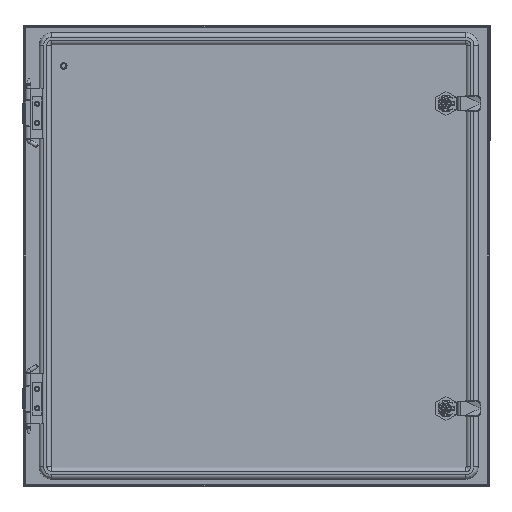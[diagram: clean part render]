
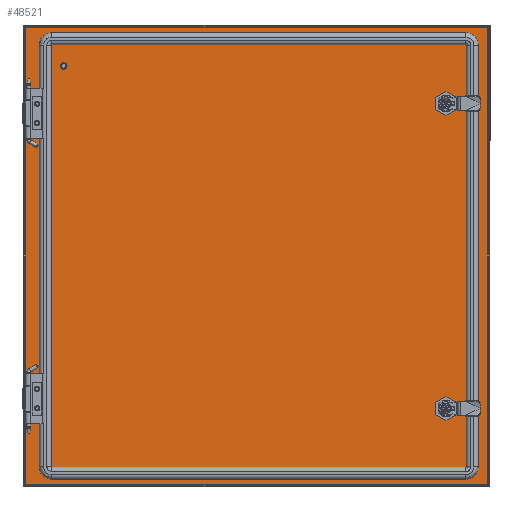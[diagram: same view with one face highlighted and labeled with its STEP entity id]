
A CAD part, front view. The second image highlights one B-rep face of the part: STEP entity #48521.
In plain terms, the highlighted planar face has unit normal (0, -1, 0).
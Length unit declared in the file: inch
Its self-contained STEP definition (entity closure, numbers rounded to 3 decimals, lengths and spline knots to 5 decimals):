
#3881 = DIRECTION ( 'NONE',  ( 0., 0., 1. ) ) ;
#4085 = CARTESIAN_POINT ( 'NONE',  ( 0., 0.75, 0. ) ) ;
#5385 = CARTESIAN_POINT ( 'NONE',  ( -11.81939, 0.75, 11.67889 ) ) ;
#6417 = VERTEX_POINT ( 'NONE', #28180 ) ;
#8043 = DIRECTION ( 'NONE',  ( 0., 0., -1. ) ) ;
#8821 = DIRECTION ( 'NONE',  ( 0., -1., 0. ) ) ;
#9507 = VECTOR ( 'NONE', #41991, 39.37008 ) ;
#10610 = VECTOR ( 'NONE', #32645, 39.37008 ) ;
#11593 = VERTEX_POINT ( 'NONE', #27085 ) ;
#12590 = LINE ( 'NONE', #29414, #40853 ) ;
#12891 = EDGE_CURVE ( 'NONE', #6417, #11593, #12590, .T. ) ;
#13836 = VERTEX_POINT ( 'NONE', #36076 ) ;
#14948 = EDGE_LOOP ( 'NONE', ( #44375, #32553, #26442, #28253 ) ) ;
#24679 = DIRECTION ( 'NONE',  ( 1., 0., 0. ) ) ;
#25518 = VECTOR ( 'NONE', #3881, 39.37008 ) ;
#26442 = ORIENTED_EDGE ( 'NONE', *, *, #31485, .T. ) ;
#27085 = CARTESIAN_POINT ( 'NONE',  ( 11.8194, 0.75, -11.67889 ) ) ;
#28180 = CARTESIAN_POINT ( 'NONE',  ( -11.81939, 0.75, -11.67889 ) ) ;
#28253 = ORIENTED_EDGE ( 'NONE', *, *, #34284, .T. ) ;
#28447 = AXIS2_PLACEMENT_3D ( 'NONE', #4085, #8821, #8043 ) ;
#29414 = CARTESIAN_POINT ( 'NONE',  ( 0., 0.75, -11.67889 ) ) ;
#31142 = EDGE_CURVE ( 'NONE', #39541, #6417, #41737, .T. ) ;
#31485 = EDGE_CURVE ( 'NONE', #11593, #13836, #48142, .T. ) ;
#32553 = ORIENTED_EDGE ( 'NONE', *, *, #12891, .T. ) ;
#32645 = DIRECTION ( 'NONE',  ( -1., 0., 0. ) ) ;
#34284 = EDGE_CURVE ( 'NONE', #13836, #39541, #48966, .T. ) ;
#36076 = CARTESIAN_POINT ( 'NONE',  ( 11.8194, 0.75, 11.67889 ) ) ;
#36250 = PLANE ( 'NONE',  #28447 ) ;
#36607 = CARTESIAN_POINT ( 'NONE',  ( 0., 0.75, 11.67889 ) ) ;
#37773 = CARTESIAN_POINT ( 'NONE',  ( -11.81939, 0.75, 0. ) ) ;
#39541 = VERTEX_POINT ( 'NONE', #5385 ) ;
#40853 = VECTOR ( 'NONE', #24679, 39.37008 ) ;
#41737 = LINE ( 'NONE', #37773, #9507 ) ;
#41991 = DIRECTION ( 'NONE',  ( 0., 0., -1. ) ) ;
#44375 = ORIENTED_EDGE ( 'NONE', *, *, #31142, .T. ) ;
#44682 = FACE_OUTER_BOUND ( 'NONE', #14948, .T. ) ;
#47885 = CARTESIAN_POINT ( 'NONE',  ( 11.8194, 0.75, 0. ) ) ;
#48142 = LINE ( 'NONE', #47885, #25518 ) ;
#48521 = ADVANCED_FACE ( 'NONE', ( #44682 ), #36250, .T. ) ;
#48966 = LINE ( 'NONE', #36607, #10610 ) ;
